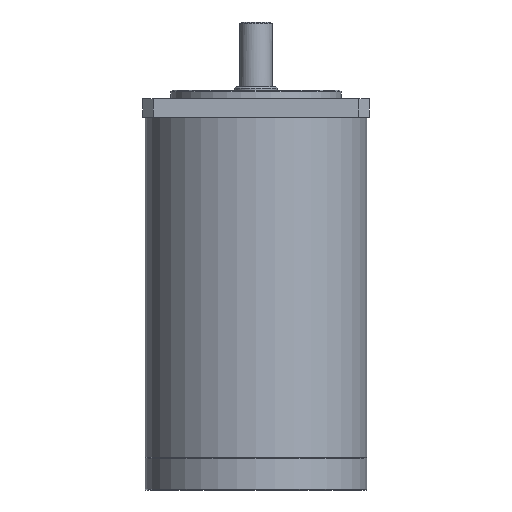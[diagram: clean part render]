
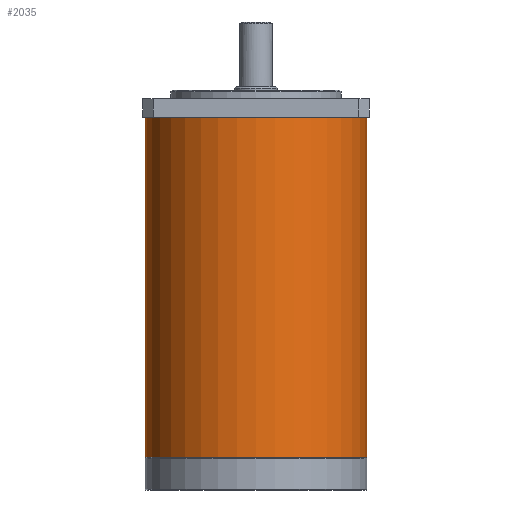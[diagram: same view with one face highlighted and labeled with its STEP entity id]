
A CAD part, front view. The second image highlights one B-rep face of the part: STEP entity #2035.
In plain terms, the highlighted cylindrical face has radius 65 mm (diameter 130 mm), a full revolution.
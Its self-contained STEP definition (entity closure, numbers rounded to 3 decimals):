
#78 = VERTEX_POINT ( 'NONE', #1601 ) ;
#382 = DIRECTION ( 'NONE',  ( 1., 0., 0. ) ) ;
#488 = CARTESIAN_POINT ( 'NONE',  ( 0., 0., -11. ) ) ;
#657 = DIRECTION ( 'NONE',  ( 0., 0., 1. ) ) ;
#1161 = EDGE_CURVE ( 'NONE', #2382, #2382, #2991, .T. ) ;
#1299 = FACE_OUTER_BOUND ( 'NONE', #3178, .T. ) ;
#1601 = CARTESIAN_POINT ( 'NONE',  ( 65., 0., -210.7 ) ) ;
#1803 = CARTESIAN_POINT ( 'NONE',  ( 65., 0., -11. ) ) ;
#1810 = AXIS2_PLACEMENT_3D ( 'NONE', #2164, #657, #3381 ) ;
#1833 = AXIS2_PLACEMENT_3D ( 'NONE', #488, #2283, #2635 ) ;
#1943 = FACE_OUTER_BOUND ( 'NONE', #3591, .T. ) ;
#2035 = ADVANCED_FACE ( 'NONE', ( #1299, #1943 ), #2464, .T. ) ;
#2164 = CARTESIAN_POINT ( 'NONE',  ( 0., 0., -211. ) ) ;
#2199 = CARTESIAN_POINT ( 'NONE',  ( 0., 0., -210.7 ) ) ;
#2283 = DIRECTION ( 'NONE',  ( 0., 0., 1. ) ) ;
#2382 = VERTEX_POINT ( 'NONE', #1803 ) ;
#2464 = CYLINDRICAL_SURFACE ( 'NONE', #1810, 65. ) ;
#2472 = CIRCLE ( 'NONE', #3448, 65. ) ;
#2542 = EDGE_CURVE ( 'NONE', #78, #78, #2472, .T. ) ;
#2598 = ORIENTED_EDGE ( 'NONE', *, *, #2542, .T. ) ;
#2635 = DIRECTION ( 'NONE',  ( 1., 0., 0. ) ) ;
#2920 = ORIENTED_EDGE ( 'NONE', *, *, #1161, .F. ) ;
#2991 = CIRCLE ( 'NONE', #1833, 65. ) ;
#3093 = DIRECTION ( 'NONE',  ( 0., 0., 1. ) ) ;
#3178 = EDGE_LOOP ( 'NONE', ( #2598 ) ) ;
#3381 = DIRECTION ( 'NONE',  ( 1., 0., 0. ) ) ;
#3448 = AXIS2_PLACEMENT_3D ( 'NONE', #2199, #3093, #382 ) ;
#3591 = EDGE_LOOP ( 'NONE', ( #2920 ) ) ;
